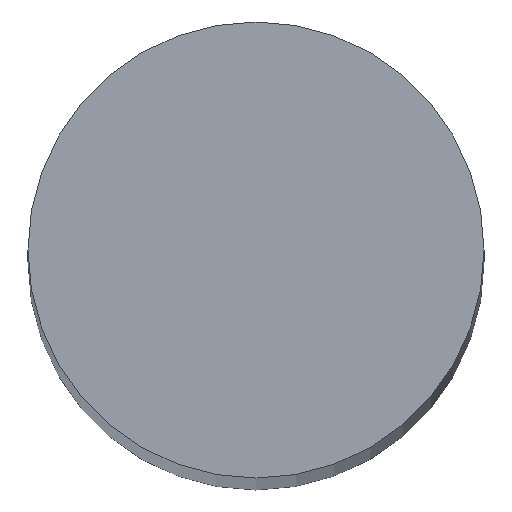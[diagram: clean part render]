
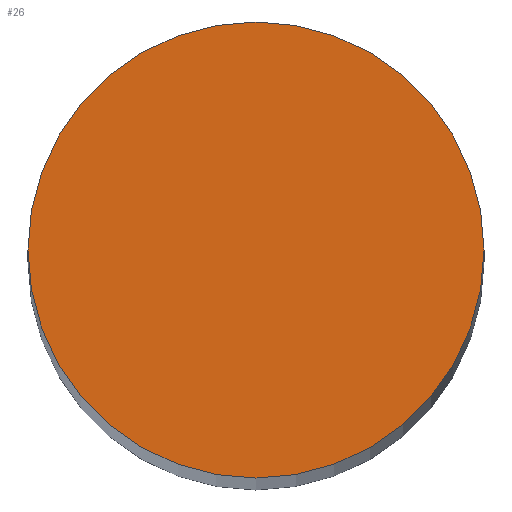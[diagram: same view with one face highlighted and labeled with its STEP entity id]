
A CAD part, top view. The second image highlights one B-rep face of the part: STEP entity #26.
In plain terms, the highlighted planar face has unit normal (0, 0, 1).
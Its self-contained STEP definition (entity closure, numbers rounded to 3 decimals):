
#3 = CARTESIAN_POINT ( 'NONE',  ( 0., 0., 120. ) ) ;
#26 = ADVANCED_FACE ( 'NONE', ( #149 ), #128, .T. ) ;
#27 = VERTEX_POINT ( 'NONE', #54 ) ;
#30 = AXIS2_PLACEMENT_3D ( 'NONE', #117, #154, #72 ) ;
#48 = AXIS2_PLACEMENT_3D ( 'NONE', #3, #129, #163 ) ;
#54 = CARTESIAN_POINT ( 'NONE',  ( -4., 0., 120. ) ) ;
#55 = VERTEX_POINT ( 'NONE', #102 ) ;
#62 = EDGE_CURVE ( 'NONE', #27, #55, #169, .T. ) ;
#72 = DIRECTION ( 'NONE',  ( 1., 0., 0. ) ) ;
#91 = CIRCLE ( 'NONE', #48, 4. ) ;
#96 = EDGE_CURVE ( 'NONE', #55, #27, #91, .T. ) ;
#98 = AXIS2_PLACEMENT_3D ( 'NONE', #175, #124, #170 ) ;
#102 = CARTESIAN_POINT ( 'NONE',  ( 4., 0., 120. ) ) ;
#117 = CARTESIAN_POINT ( 'NONE',  ( 0., 0., 120. ) ) ;
#124 = DIRECTION ( 'NONE',  ( 0., 0., 1. ) ) ;
#127 = ORIENTED_EDGE ( 'NONE', *, *, #62, .T. ) ;
#128 = PLANE ( 'NONE',  #98 ) ;
#129 = DIRECTION ( 'NONE',  ( 0., 0., 1. ) ) ;
#136 = EDGE_LOOP ( 'NONE', ( #127, #147 ) ) ;
#147 = ORIENTED_EDGE ( 'NONE', *, *, #96, .T. ) ;
#149 = FACE_OUTER_BOUND ( 'NONE', #136, .T. ) ;
#154 = DIRECTION ( 'NONE',  ( 0., 0., 1. ) ) ;
#163 = DIRECTION ( 'NONE',  ( 1., 0., 0. ) ) ;
#169 = CIRCLE ( 'NONE', #30, 4. ) ;
#170 = DIRECTION ( 'NONE',  ( 1., 0., 0. ) ) ;
#175 = CARTESIAN_POINT ( 'NONE',  ( 0., 0., 120. ) ) ;
